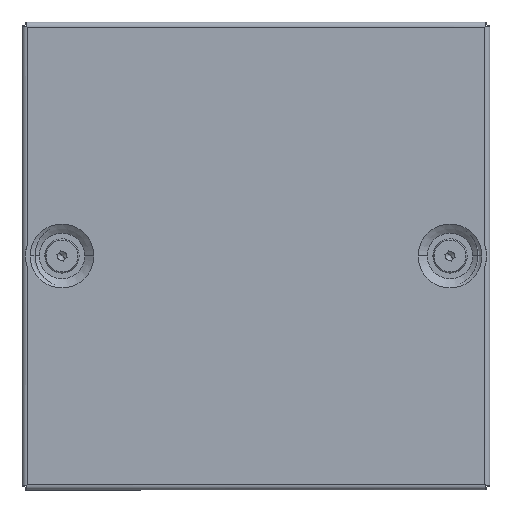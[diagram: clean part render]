
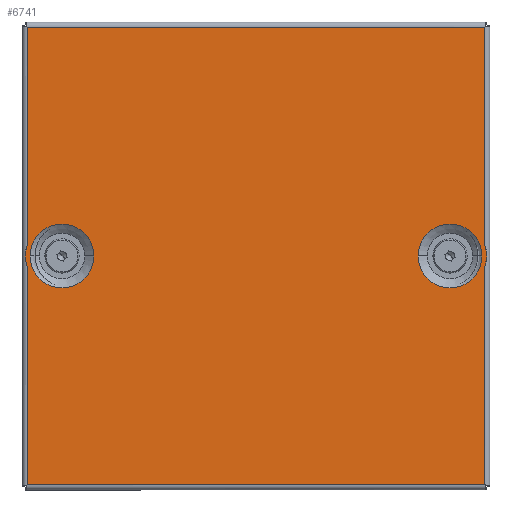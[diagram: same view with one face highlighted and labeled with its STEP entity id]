
A CAD part, top view. The second image highlights one B-rep face of the part: STEP entity #6741.
In plain terms, the highlighted face is planar.
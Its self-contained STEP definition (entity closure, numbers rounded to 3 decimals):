
#254 = CARTESIAN_POINT ( 'NONE',  ( 100.3, 0., 4.681 ) ) ;
#341 = CIRCLE ( 'NONE', #3182, 14. ) ;
#397 = ORIENTED_EDGE ( 'NONE', *, *, #8289, .F. ) ;
#444 = FACE_BOUND ( 'NONE', #10216, .T. ) ;
#468 = ORIENTED_EDGE ( 'NONE', *, *, #579, .T. ) ;
#478 = ORIENTED_EDGE ( 'NONE', *, *, #7550, .F. ) ;
#497 = VECTOR ( 'NONE', #3803, 1000. ) ;
#517 = VERTEX_POINT ( 'NONE', #6054 ) ;
#579 = EDGE_CURVE ( 'NONE', #3456, #9861, #4572, .T. ) ;
#589 = LINE ( 'NONE', #3260, #6476 ) ;
#718 = VECTOR ( 'NONE', #4406, 1000. ) ;
#782 = VERTEX_POINT ( 'NONE', #3684 ) ;
#801 = ORIENTED_EDGE ( 'NONE', *, *, #9101, .F. ) ;
#845 = DIRECTION ( 'NONE',  ( 0., 0., 1. ) ) ;
#866 = AXIS2_PLACEMENT_3D ( 'NONE', #4918, #5862, #9476 ) ;
#953 = VERTEX_POINT ( 'NONE', #8679 ) ;
#1061 = LINE ( 'NONE', #4686, #8194 ) ;
#1105 = CARTESIAN_POINT ( 'NONE',  ( -85., 0., 0. ) ) ;
#1110 = VECTOR ( 'NONE', #845, 1000. ) ;
#1134 = CARTESIAN_POINT ( 'NONE',  ( 100.3, 0., -4.681 ) ) ;
#1144 = DIRECTION ( 'NONE',  ( 0., 1., 0. ) ) ;
#1148 = ORIENTED_EDGE ( 'NONE', *, *, #4232, .F. ) ;
#1330 = CARTESIAN_POINT ( 'NONE',  ( 0., 0., 0. ) ) ;
#1340 = ORIENTED_EDGE ( 'NONE', *, *, #11203, .F. ) ;
#1593 = AXIS2_PLACEMENT_3D ( 'NONE', #1330, #10355, #1669 ) ;
#1610 = AXIS2_PLACEMENT_3D ( 'NONE', #8555, #7608, #2104 ) ;
#1614 = ORIENTED_EDGE ( 'NONE', *, *, #7828, .F. ) ;
#1647 = CIRCLE ( 'NONE', #8307, 16. ) ;
#1669 = DIRECTION ( 'NONE',  ( 0., 0., 1. ) ) ;
#1686 = CARTESIAN_POINT ( 'NONE',  ( -85., 0., 0. ) ) ;
#1851 = VECTOR ( 'NONE', #5612, 1000. ) ;
#2053 = VERTEX_POINT ( 'NONE', #4135 ) ;
#2104 = DIRECTION ( 'NONE',  ( 1., 0., 0. ) ) ;
#2228 = DIRECTION ( 'NONE',  ( 0., 1., 0. ) ) ;
#2549 = CARTESIAN_POINT ( 'NONE',  ( 100.3, 0., 100.3 ) ) ;
#2562 = FACE_BOUND ( 'NONE', #10815, .T. ) ;
#2635 = LINE ( 'NONE', #7122, #718 ) ;
#2693 = CARTESIAN_POINT ( 'NONE',  ( -100.3, 0., -100.793 ) ) ;
#2892 = LINE ( 'NONE', #5554, #1851 ) ;
#2908 = DIRECTION ( 'NONE',  ( 0., 0., -1. ) ) ;
#3029 = DIRECTION ( 'NONE',  ( 0., 1., 0. ) ) ;
#3182 = AXIS2_PLACEMENT_3D ( 'NONE', #1686, #5310, #7782 ) ;
#3260 = CARTESIAN_POINT ( 'NONE',  ( 100.3, 0., 100.793 ) ) ;
#3385 = ORIENTED_EDGE ( 'NONE', *, *, #9583, .T. ) ;
#3456 = VERTEX_POINT ( 'NONE', #7627 ) ;
#3483 = VERTEX_POINT ( 'NONE', #5092 ) ;
#3565 = ORIENTED_EDGE ( 'NONE', *, *, #8938, .T. ) ;
#3667 = AXIS2_PLACEMENT_3D ( 'NONE', #9187, #3029, #2908 ) ;
#3675 = EDGE_CURVE ( 'NONE', #9861, #5114, #2892, .T. ) ;
#3684 = CARTESIAN_POINT ( 'NONE',  ( 99., 0., 0. ) ) ;
#3803 = DIRECTION ( 'NONE',  ( 1., 0., 0. ) ) ;
#3883 = DIRECTION ( 'NONE',  ( 0., -1., 0. ) ) ;
#3952 = EDGE_LOOP ( 'NONE', ( #7957, #1614, #1148, #4082, #3385, #8251, #3565, #4186, #5689, #468 ) ) ;
#4082 = ORIENTED_EDGE ( 'NONE', *, *, #5896, .T. ) ;
#4135 = CARTESIAN_POINT ( 'NONE',  ( -100.3, 0., 4.681 ) ) ;
#4186 = ORIENTED_EDGE ( 'NONE', *, *, #10904, .T. ) ;
#4232 = EDGE_CURVE ( 'NONE', #9979, #3483, #1647, .T. ) ;
#4283 = LINE ( 'NONE', #2693, #1110 ) ;
#4406 = DIRECTION ( 'NONE',  ( -1., 0., 0. ) ) ;
#4508 = EDGE_CURVE ( 'NONE', #2053, #3456, #4283, .T. ) ;
#4572 = LINE ( 'NONE', #8177, #497 ) ;
#4597 = CARTESIAN_POINT ( 'NONE',  ( 85., 0., 0. ) ) ;
#4655 = CIRCLE ( 'NONE', #10133, 14. ) ;
#4686 = CARTESIAN_POINT ( 'NONE',  ( -100.3, 0., -100.793 ) ) ;
#4906 = CARTESIAN_POINT ( 'NONE',  ( -71., 0., 0. ) ) ;
#4918 = CARTESIAN_POINT ( 'NONE',  ( -85., 0., 0. ) ) ;
#5070 = VERTEX_POINT ( 'NONE', #11033 ) ;
#5092 = CARTESIAN_POINT ( 'NONE',  ( 101., 0., 0. ) ) ;
#5114 = VERTEX_POINT ( 'NONE', #254 ) ;
#5292 = FACE_OUTER_BOUND ( 'NONE', #3952, .T. ) ;
#5310 = DIRECTION ( 'NONE',  ( 0., 1., 0. ) ) ;
#5442 = DIRECTION ( 'NONE',  ( 0., 1., 0. ) ) ;
#5554 = CARTESIAN_POINT ( 'NONE',  ( 100.3, 0., 100.793 ) ) ;
#5612 = DIRECTION ( 'NONE',  ( 0., 0., -1. ) ) ;
#5656 = CARTESIAN_POINT ( 'NONE',  ( 85., 0., 0. ) ) ;
#5689 = ORIENTED_EDGE ( 'NONE', *, *, #4508, .T. ) ;
#5782 = CARTESIAN_POINT ( 'NONE',  ( 71., 0., 0. ) ) ;
#5862 = DIRECTION ( 'NONE',  ( 0., 1., 0. ) ) ;
#5896 = EDGE_CURVE ( 'NONE', #9979, #5070, #589, .T. ) ;
#6054 = CARTESIAN_POINT ( 'NONE',  ( -100.3, 0., -100.3 ) ) ;
#6476 = VECTOR ( 'NONE', #6925, 1000. ) ;
#6565 = CIRCLE ( 'NONE', #8086, 16. ) ;
#6595 = DIRECTION ( 'NONE',  ( 0., 0., -1. ) ) ;
#6602 = DIRECTION ( 'NONE',  ( -1., 0., 0. ) ) ;
#6646 = VERTEX_POINT ( 'NONE', #5782 ) ;
#6741 = ADVANCED_FACE ( 'NONE', ( #5292, #444, #2562 ), #6787, .T. ) ;
#6787 = PLANE ( 'NONE',  #1593 ) ;
#6867 = CIRCLE ( 'NONE', #3667, 14. ) ;
#6925 = DIRECTION ( 'NONE',  ( 0., 0., -1. ) ) ;
#6934 = CARTESIAN_POINT ( 'NONE',  ( -85., 0., 0. ) ) ;
#7122 = CARTESIAN_POINT ( 'NONE',  ( 100.793, 0., -100.3 ) ) ;
#7125 = VERTEX_POINT ( 'NONE', #9366 ) ;
#7550 = EDGE_CURVE ( 'NONE', #953, #8038, #10890, .T. ) ;
#7608 = DIRECTION ( 'NONE',  ( 0., -1., 0. ) ) ;
#7627 = CARTESIAN_POINT ( 'NONE',  ( -100.3, 0., 100.3 ) ) ;
#7782 = DIRECTION ( 'NONE',  ( 0., 0., 1. ) ) ;
#7805 = AXIS2_PLACEMENT_3D ( 'NONE', #6934, #2228, #6602 ) ;
#7828 = EDGE_CURVE ( 'NONE', #3483, #5114, #9946, .T. ) ;
#7957 = ORIENTED_EDGE ( 'NONE', *, *, #3675, .T. ) ;
#8038 = VERTEX_POINT ( 'NONE', #4906 ) ;
#8086 = AXIS2_PLACEMENT_3D ( 'NONE', #1105, #5442, #10877 ) ;
#8177 = CARTESIAN_POINT ( 'NONE',  ( -100.793, 0., 100.3 ) ) ;
#8194 = VECTOR ( 'NONE', #11603, 1000. ) ;
#8251 = ORIENTED_EDGE ( 'NONE', *, *, #10166, .T. ) ;
#8289 = EDGE_CURVE ( 'NONE', #782, #6646, #4655, .T. ) ;
#8307 = AXIS2_PLACEMENT_3D ( 'NONE', #4597, #3883, #8378 ) ;
#8378 = DIRECTION ( 'NONE',  ( 1., 0., 0. ) ) ;
#8555 = CARTESIAN_POINT ( 'NONE',  ( 85., 0., 0. ) ) ;
#8679 = CARTESIAN_POINT ( 'NONE',  ( -99., 0., 0. ) ) ;
#8938 = EDGE_CURVE ( 'NONE', #7125, #9932, #6565, .T. ) ;
#9101 = EDGE_CURVE ( 'NONE', #8038, #953, #341, .T. ) ;
#9187 = CARTESIAN_POINT ( 'NONE',  ( 85., 0., 0. ) ) ;
#9366 = CARTESIAN_POINT ( 'NONE',  ( -100.3, 0., -4.681 ) ) ;
#9476 = DIRECTION ( 'NONE',  ( 0., 0., 1. ) ) ;
#9526 = CIRCLE ( 'NONE', #7805, 16. ) ;
#9583 = EDGE_CURVE ( 'NONE', #5070, #517, #2635, .T. ) ;
#9658 = CARTESIAN_POINT ( 'NONE',  ( -101., 0., 0. ) ) ;
#9861 = VERTEX_POINT ( 'NONE', #2549 ) ;
#9932 = VERTEX_POINT ( 'NONE', #9658 ) ;
#9946 = CIRCLE ( 'NONE', #1610, 16. ) ;
#9979 = VERTEX_POINT ( 'NONE', #1134 ) ;
#10133 = AXIS2_PLACEMENT_3D ( 'NONE', #5656, #1144, #6595 ) ;
#10166 = EDGE_CURVE ( 'NONE', #517, #7125, #1061, .T. ) ;
#10216 = EDGE_LOOP ( 'NONE', ( #478, #801 ) ) ;
#10355 = DIRECTION ( 'NONE',  ( 0., 1., 0. ) ) ;
#10815 = EDGE_LOOP ( 'NONE', ( #397, #1340 ) ) ;
#10877 = DIRECTION ( 'NONE',  ( -1., 0., 0. ) ) ;
#10890 = CIRCLE ( 'NONE', #866, 14. ) ;
#10904 = EDGE_CURVE ( 'NONE', #9932, #2053, #9526, .T. ) ;
#11033 = CARTESIAN_POINT ( 'NONE',  ( 100.3, 0., -100.3 ) ) ;
#11203 = EDGE_CURVE ( 'NONE', #6646, #782, #6867, .T. ) ;
#11603 = DIRECTION ( 'NONE',  ( 0., 0., 1. ) ) ;
